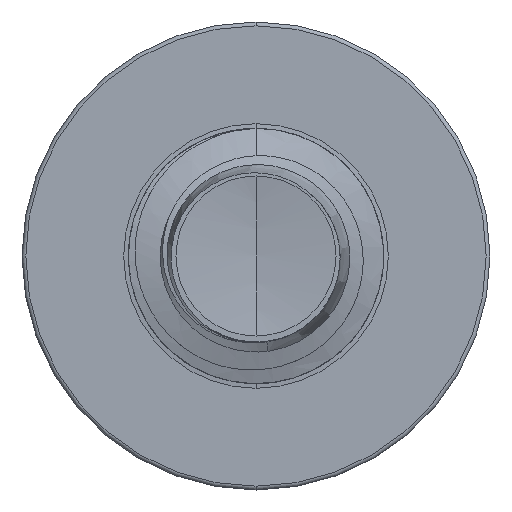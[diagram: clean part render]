
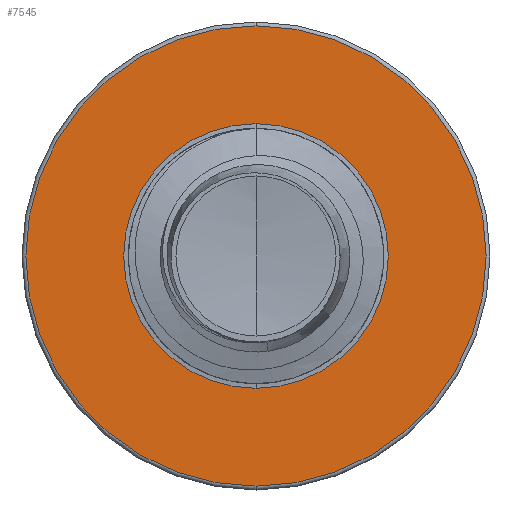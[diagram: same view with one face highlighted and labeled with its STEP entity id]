
A CAD part, front view. The second image highlights one B-rep face of the part: STEP entity #7545.
In plain terms, the highlighted planar face has unit normal (0, -1, 0).
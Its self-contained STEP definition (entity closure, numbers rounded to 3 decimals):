
#97 = EDGE_CURVE ( 'NONE', #919, #16917, #12246, .T. ) ;
#139 = EDGE_CURVE ( 'NONE', #11096, #11733, #3574, .T. ) ;
#865 = ORIENTED_EDGE ( 'NONE', *, *, #97, .T. ) ;
#919 = VERTEX_POINT ( 'NONE', #17585 ) ;
#1026 = CARTESIAN_POINT ( 'NONE',  ( 0., 4.5, -1.623 ) ) ;
#1543 = ORIENTED_EDGE ( 'NONE', *, *, #9030, .F. ) ;
#1978 = CARTESIAN_POINT ( 'NONE',  ( 0., 4.5, 0. ) ) ;
#2268 = CARTESIAN_POINT ( 'NONE',  ( 0., 4.5, 0. ) ) ;
#2529 = CARTESIAN_POINT ( 'NONE',  ( 0., 4.5, 0. ) ) ;
#2853 = DIRECTION ( 'NONE',  ( 0., 0., 1. ) ) ;
#3091 = DIRECTION ( 'NONE',  ( 0., 1., 0. ) ) ;
#3574 = CIRCLE ( 'NONE', #15170, 1.623 ) ;
#3610 = DIRECTION ( 'NONE',  ( 0., 0., 1. ) ) ;
#3909 = CARTESIAN_POINT ( 'NONE',  ( 0., 4.5, 0. ) ) ;
#4167 = ORIENTED_EDGE ( 'NONE', *, *, #139, .F. ) ;
#4175 = DIRECTION ( 'NONE',  ( 0., 0., 1. ) ) ;
#4374 = PLANE ( 'NONE',  #11723 ) ;
#4442 = DIRECTION ( 'NONE',  ( 0., 0., 1. ) ) ;
#6039 = CARTESIAN_POINT ( 'NONE',  ( 0., 4.5, -0.933 ) ) ;
#6045 = AXIS2_PLACEMENT_3D ( 'NONE', #2529, #13225, #4175 ) ;
#6852 = DIRECTION ( 'NONE',  ( 0., 1., 0. ) ) ;
#6948 = ORIENTED_EDGE ( 'NONE', *, *, #16549, .T. ) ;
#7125 = FACE_BOUND ( 'NONE', #11157, .T. ) ;
#7545 = ADVANCED_FACE ( 'NONE', ( #17612, #7125 ), #4374, .F. ) ;
#9030 = EDGE_CURVE ( 'NONE', #11733, #11096, #12209, .T. ) ;
#11096 = VERTEX_POINT ( 'NONE', #1026 ) ;
#11157 = EDGE_LOOP ( 'NONE', ( #865, #6948 ) ) ;
#11723 = AXIS2_PLACEMENT_3D ( 'NONE', #12065, #13439, #4442 ) ;
#11733 = VERTEX_POINT ( 'NONE', #15503 ) ;
#12065 = CARTESIAN_POINT ( 'NONE',  ( 0., 4.5, -0.933 ) ) ;
#12209 = CIRCLE ( 'NONE', #12677, 1.623 ) ;
#12246 = CIRCLE ( 'NONE', #14328, 0.933 ) ;
#12421 = EDGE_LOOP ( 'NONE', ( #1543, #4167 ) ) ;
#12677 = AXIS2_PLACEMENT_3D ( 'NONE', #1978, #12791, #3610 ) ;
#12791 = DIRECTION ( 'NONE',  ( 0., 1., 0. ) ) ;
#13225 = DIRECTION ( 'NONE',  ( 0., 1., 0. ) ) ;
#13313 = DIRECTION ( 'NONE',  ( 0., 0., 1. ) ) ;
#13439 = DIRECTION ( 'NONE',  ( 0., 1., 0. ) ) ;
#13661 = CIRCLE ( 'NONE', #6045, 0.933 ) ;
#14328 = AXIS2_PLACEMENT_3D ( 'NONE', #3909, #3091, #2853 ) ;
#15170 = AXIS2_PLACEMENT_3D ( 'NONE', #2268, #6852, #13313 ) ;
#15503 = CARTESIAN_POINT ( 'NONE',  ( 0., 4.5, 1.623 ) ) ;
#16549 = EDGE_CURVE ( 'NONE', #16917, #919, #13661, .T. ) ;
#16917 = VERTEX_POINT ( 'NONE', #6039 ) ;
#17585 = CARTESIAN_POINT ( 'NONE',  ( 0., 4.5, 0.933 ) ) ;
#17612 = FACE_OUTER_BOUND ( 'NONE', #12421, .T. ) ;
